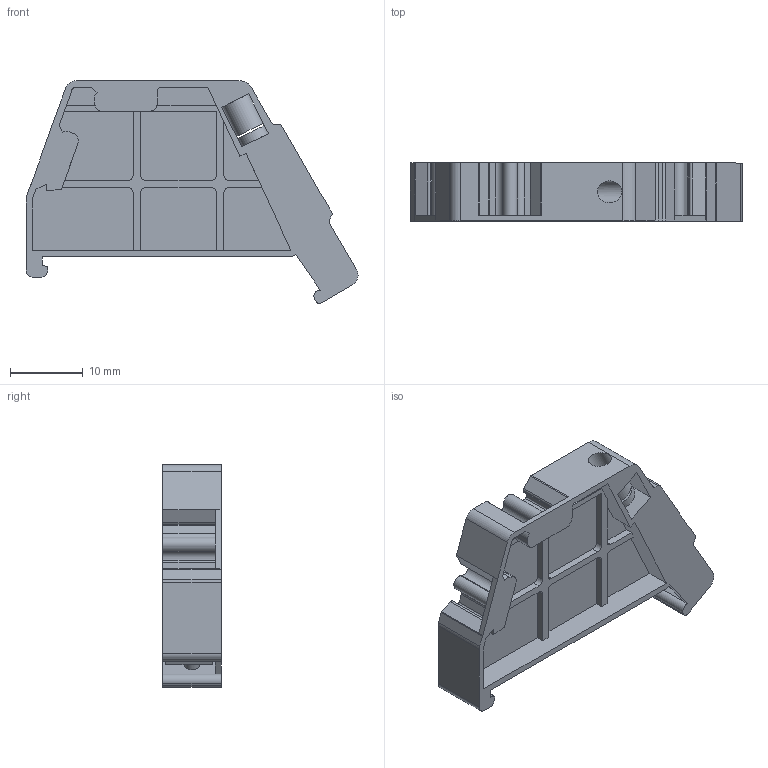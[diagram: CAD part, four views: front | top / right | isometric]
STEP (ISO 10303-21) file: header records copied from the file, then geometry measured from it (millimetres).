
FILE_DESCRIPTION(/* description */ (''),/* implementation_level */ '2;1');
FILE_NAME(/* name */ 'CA802.stp',/* time_stamp */ '2016-06-27T11:44:16-04:00',/* author */ ('CAD Station'),/* organization */ (''),/* preprocessor_version */ 'ST-DEVELOPER v16.1',/* originating_system */ 'Autodesk Inventor 2016',/* authorisation */ '');
FILE_SCHEMA (('AUTOMOTIVE_DESIGN { 1 0 10303 214 3 1 1 }'));
Length unit declared in the file: millimetre
Products named in the file (1): CA802
Bounding box: 45.6 x 8 x 30.62 mm (x, y, z)
Volume: 2819.4 mm3; surface area: 4686.5 mm2
Topology: 2 solids, 3 shells, 259 faces, 739 edges, 490 vertices
Faces by surface type: plane 169, cylinder 88, bspline 2
Full cylindrical faces by diameter (mm): 2 x1, 3 x1, 4.063 x1
Entity records: 8504 total; most frequent: CARTESIAN_POINT 1522, ORIENTED_EDGE 1482, DIRECTION 1439, EDGE_CURVE 736, LINE 545, VECTOR 545, VERTEX_POINT 490, AXIS2_PLACEMENT_3D 447
